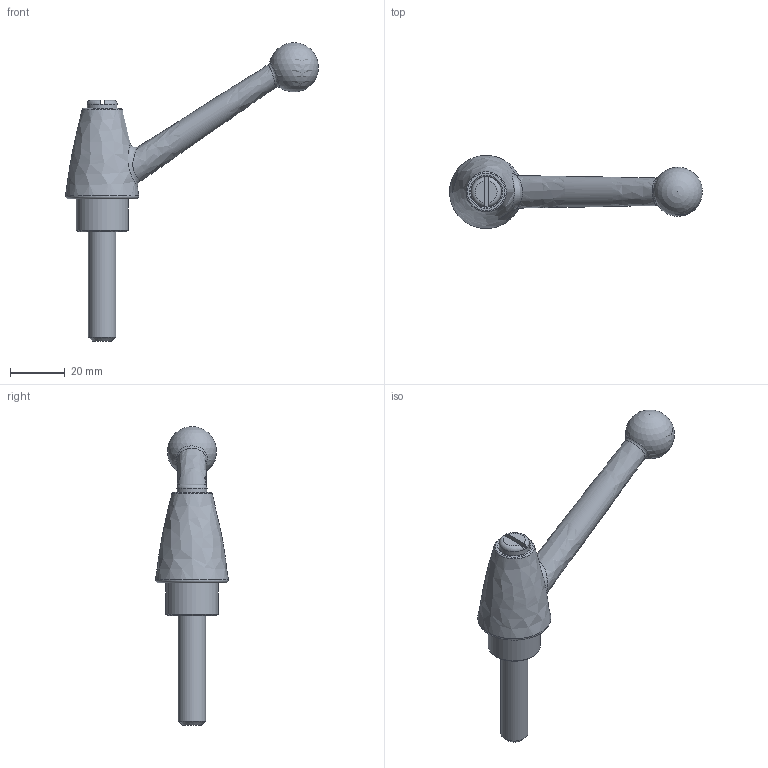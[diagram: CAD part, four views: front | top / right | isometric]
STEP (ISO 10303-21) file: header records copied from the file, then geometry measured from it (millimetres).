
FILE_DESCRIPTION( ( 'Unknown' ), '1' );
FILE_NAME( '7717145_J79_P_M10x40.stp', 'Unknown', ( 'Unknown' ), ( 'Unknown' ), 'PSStep 14.0', 'Unknown', ' ' );
FILE_SCHEMA( ( 'AUTOMOTIVE_DESIGN { 1 0 10303 214 1 1 1 1 }' ) );
Length unit declared in the file: millimetre
Products named in the file (1): 1
Bounding box: 92.28 x 26.65 x 109 mm (x, y, z)
Volume: 27353.7 mm3; surface area: 7990 mm2
Topology: 1 solids, 1 shells, 26 faces, 58 edges, 37 vertices
Faces by surface type: plane 10, bspline 6, cylinder 4, torus 3, cone 2, sphere 1
Full cylindrical faces by diameter (mm): 10 x1, 11 x1, 11.2 x1, 19 x1
Entity records: 7599 total; most frequent: CARTESIAN_POINT 6962, DIRECTION 78, ORIENTED_EDGE 64, EDGE_LOOP 44, AXIS2_PLACEMENT_3D 37, FACE_OUTER_BOUND 36, EDGE_CURVE 32, STYLED_ITEM 26
